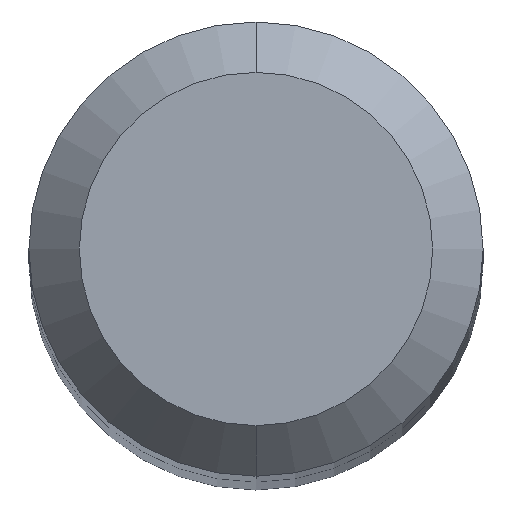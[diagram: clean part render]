
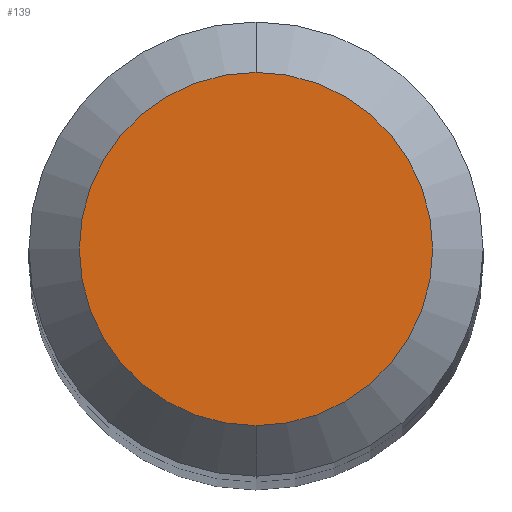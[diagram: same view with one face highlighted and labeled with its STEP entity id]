
A CAD part, top view. The second image highlights one B-rep face of the part: STEP entity #139.
In plain terms, the highlighted planar face has unit normal (0, 0, 1).
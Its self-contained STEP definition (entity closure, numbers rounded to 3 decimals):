
#8 = CARTESIAN_POINT ( 'NONE',  ( 0., 1.75, 80. ) ) ;
#9 = PLANE ( 'NONE',  #42 ) ;
#11 = CARTESIAN_POINT ( 'NONE',  ( 0., -1.75, 80. ) ) ;
#15 = CARTESIAN_POINT ( 'NONE',  ( 0., 0., 80. ) ) ;
#26 = CIRCLE ( 'NONE', #103, 1.75 ) ;
#36 = DIRECTION ( 'NONE',  ( 0., 0., -1. ) ) ;
#37 = DIRECTION ( 'NONE',  ( 0., 0., -1. ) ) ;
#42 = AXIS2_PLACEMENT_3D ( 'NONE', #15, #36, #273 ) ;
#84 = EDGE_CURVE ( 'NONE', #284, #232, #205, .T. ) ;
#93 = ORIENTED_EDGE ( 'NONE', *, *, #313, .F. ) ;
#103 = AXIS2_PLACEMENT_3D ( 'NONE', #242, #37, #268 ) ;
#107 = ORIENTED_EDGE ( 'NONE', *, *, #84, .F. ) ;
#139 = ADVANCED_FACE ( 'NONE', ( #221 ), #9, .F. ) ;
#150 = EDGE_LOOP ( 'NONE', ( #93, #107 ) ) ;
#205 = CIRCLE ( 'NONE', #249, 1.75 ) ;
#221 = FACE_OUTER_BOUND ( 'NONE', #150, .T. ) ;
#232 = VERTEX_POINT ( 'NONE', #8 ) ;
#238 = DIRECTION ( 'NONE',  ( 0., 1., 0. ) ) ;
#242 = CARTESIAN_POINT ( 'NONE',  ( 0., 0., 80. ) ) ;
#243 = CARTESIAN_POINT ( 'NONE',  ( 0., 0., 80. ) ) ;
#249 = AXIS2_PLACEMENT_3D ( 'NONE', #243, #260, #238 ) ;
#260 = DIRECTION ( 'NONE',  ( 0., 0., -1. ) ) ;
#268 = DIRECTION ( 'NONE',  ( 0., 1., 0. ) ) ;
#273 = DIRECTION ( 'NONE',  ( 0., 1., 0. ) ) ;
#284 = VERTEX_POINT ( 'NONE', #11 ) ;
#313 = EDGE_CURVE ( 'NONE', #232, #284, #26, .T. ) ;
